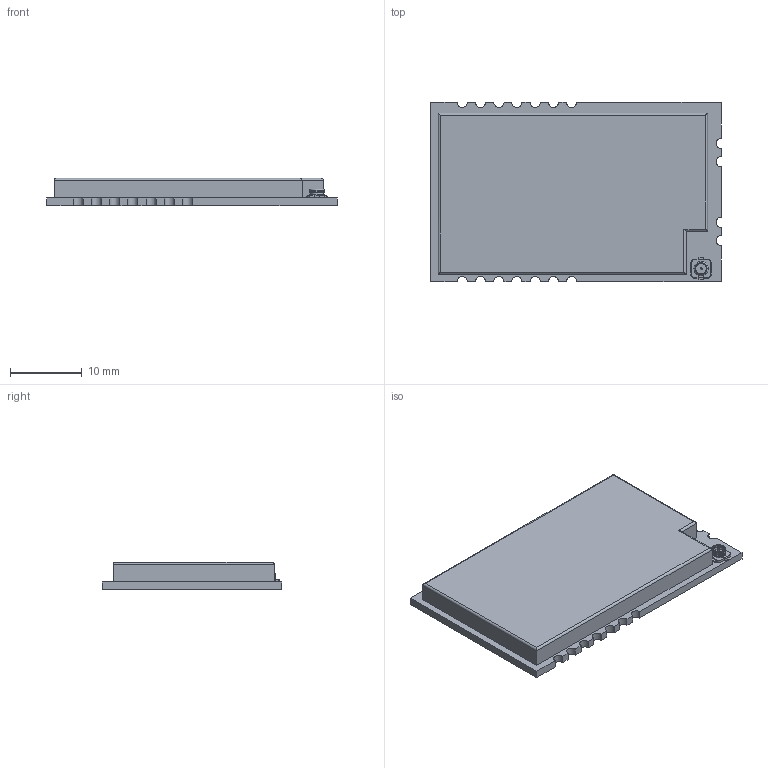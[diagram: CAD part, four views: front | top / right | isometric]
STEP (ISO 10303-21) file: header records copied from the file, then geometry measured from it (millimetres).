
FILE_DESCRIPTION (( 'STEP AP214' ), '1' );
FILE_NAME ('User Library-E32_XXXT30S Ebyte-1.STEP', '2021-06-14T00:55:04', ( '' ), ( '' ), 'SwSTEP 2.0', 'SolidWorks 2021', '' );
FILE_SCHEMA (( 'AUTOMOTIVE_DESIGN' ));
Length unit declared in the file: millimetre
Products named in the file (3): E32_XXXT30S Ebyte; User Library-E32_XXXT30S Ebyte-1; X_IPX-U_FL-R-SMT.step
Assembly tree (2 placements, depth 2):
  User Library-E32_XXXT30S Ebyte-1
    E32_XXXT30S Ebyte
    X_IPX-U_FL-R-SMT.step
Bounding box: 40.5 x 25 x 3.85 mm (x, y, z)
Volume: 3375.3 mm3; surface area: 2517.5 mm2
Topology: 8 solids, 8 shells, 150 faces, 361 edges, 227 vertices
Faces by surface type: plane 71, cylinder 53, bspline 26
Entity records: 6502 total; most frequent: CARTESIAN_POINT 1247, DIRECTION 725, ORIENTED_EDGE 718, EDGE_CURVE 359, AXIS2_PLACEMENT_3D 255, VERTEX_POINT 227, VECTOR 215, LINE 215
